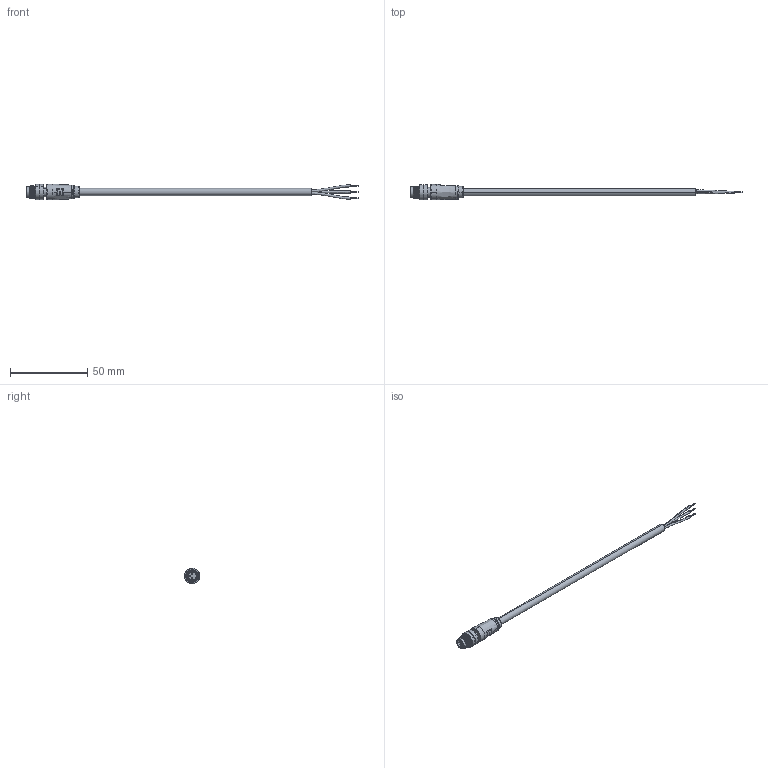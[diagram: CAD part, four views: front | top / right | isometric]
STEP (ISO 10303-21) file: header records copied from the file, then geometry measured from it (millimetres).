
FILE_DESCRIPTION (( 'STEP AP203' ), '1' );
FILE_NAME ('10-05923.STEP', '2023-11-14T18:51:06', ( '' ), ( '' ), 'SwSTEP 2.0', 'SolidWorks 2021', '' );
FILE_SCHEMA (( 'CONFIG_CONTROL_DESIGN' ));
Length unit declared in the file: millimetre
Products named in the file (7): 24-00378_3D print; 50-00675-02_STEP; 50-00675_STEP; 30-02978_s + t; 50-00675-01___; 10-05923; 50-00675-03___
Assembly tree (8 placements, depth 3):
  10-05923
    24-00378_3D print
    50-00675_STEP
      50-00675-01___
      50-00675-02_STEP
      50-00675-03___  x3
    30-02978_s + t
Bounding box: 215.5 x 10.25 x 10 mm (x, y, z)
Volume: 4939.9 mm3; surface area: 24115.4 mm2
Topology: 255 solids, 255 shells, 1534 faces, 2919 edges, 1915 vertices
Faces by surface type: cylinder 833, plane 568, bspline 68, cone 34, torus 25, sphere 6
Entity records: 42058 total; most frequent: CARTESIAN_POINT 10408, DIRECTION 7089, ORIENTED_EDGE 5540, AXIS2_PLACEMENT_3D 3086, EDGE_CURVE 2770, VERTEX_POINT 1831, EDGE_LOOP 1745, CIRCLE 1676
